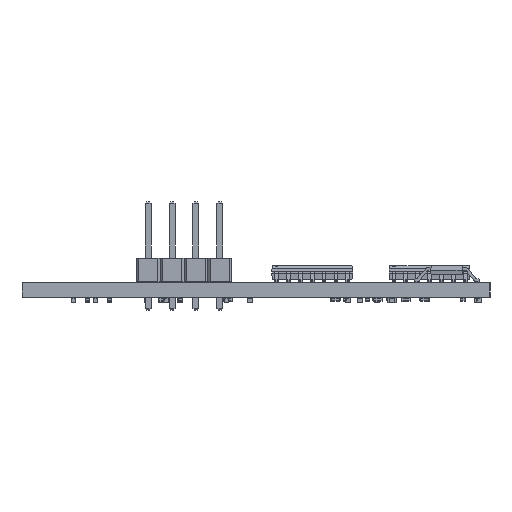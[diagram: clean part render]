
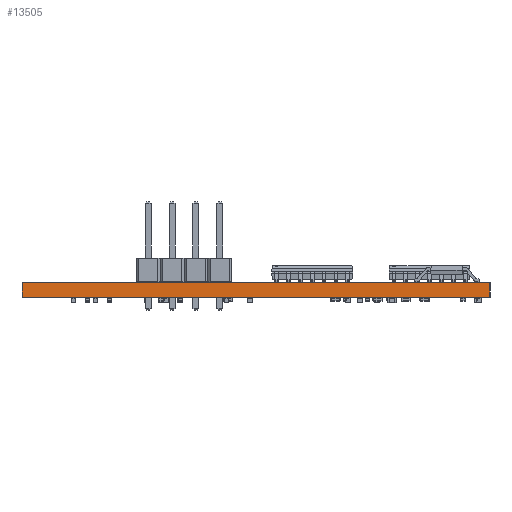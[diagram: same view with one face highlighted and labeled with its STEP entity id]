
A CAD part, left-side view. The second image highlights one B-rep face of the part: STEP entity #13505.
In plain terms, the highlighted planar face has unit normal (-1, 0, 0).
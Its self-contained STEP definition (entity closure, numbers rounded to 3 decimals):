
#13449 = VERTEX_POINT('',#13450);
#13450 = CARTESIAN_POINT('',(91.5,-125.5,1.6));
#13456 = EDGE_CURVE('',#13457,#13449,#13459,.T.);
#13457 = VERTEX_POINT('',#13458);
#13458 = CARTESIAN_POINT('',(91.5,-125.5,0.));
#13459 = LINE('',#13460,#13461);
#13460 = CARTESIAN_POINT('',(91.5,-125.5,0.));
#13461 = VECTOR('',#13462,1.);
#13462 = DIRECTION('',(0.,0.,1.));
#13505 = ADVANCED_FACE('',(#13506),#13531,.T.);
#13506 = FACE_BOUND('',#13507,.T.);
#13507 = EDGE_LOOP('',(#13508,#13509,#13517,#13525));
#13508 = ORIENTED_EDGE('',*,*,#13456,.T.);
#13509 = ORIENTED_EDGE('',*,*,#13510,.T.);
#13510 = EDGE_CURVE('',#13449,#13511,#13513,.T.);
#13511 = VERTEX_POINT('',#13512);
#13512 = CARTESIAN_POINT('',(91.5,-75.5,1.6));
#13513 = LINE('',#13514,#13515);
#13514 = CARTESIAN_POINT('',(91.5,-125.5,1.6));
#13515 = VECTOR('',#13516,1.);
#13516 = DIRECTION('',(0.,1.,0.));
#13517 = ORIENTED_EDGE('',*,*,#13518,.F.);
#13518 = EDGE_CURVE('',#13519,#13511,#13521,.T.);
#13519 = VERTEX_POINT('',#13520);
#13520 = CARTESIAN_POINT('',(91.5,-75.5,0.));
#13521 = LINE('',#13522,#13523);
#13522 = CARTESIAN_POINT('',(91.5,-75.5,0.));
#13523 = VECTOR('',#13524,1.);
#13524 = DIRECTION('',(0.,0.,1.));
#13525 = ORIENTED_EDGE('',*,*,#13526,.F.);
#13526 = EDGE_CURVE('',#13457,#13519,#13527,.T.);
#13527 = LINE('',#13528,#13529);
#13528 = CARTESIAN_POINT('',(91.5,-125.5,0.));
#13529 = VECTOR('',#13530,1.);
#13530 = DIRECTION('',(0.,1.,0.));
#13531 = PLANE('',#13532);
#13532 = AXIS2_PLACEMENT_3D('',#13533,#13534,#13535);
#13533 = CARTESIAN_POINT('',(91.5,-125.5,0.));
#13534 = DIRECTION('',(-1.,0.,0.));
#13535 = DIRECTION('',(0.,1.,0.));
